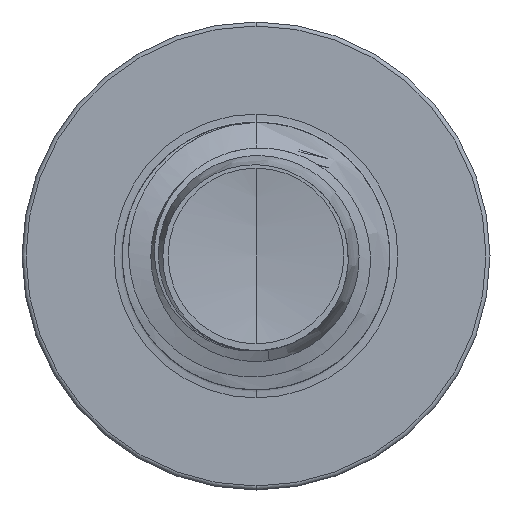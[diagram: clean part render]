
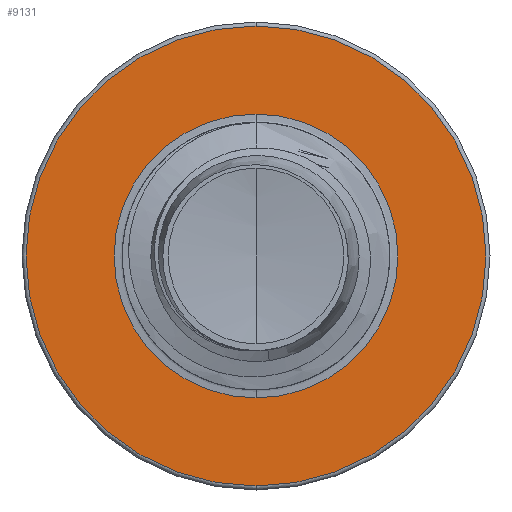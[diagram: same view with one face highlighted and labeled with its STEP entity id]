
A CAD part, front view. The second image highlights one B-rep face of the part: STEP entity #9131.
In plain terms, the highlighted planar face has unit normal (0, -1, 0).
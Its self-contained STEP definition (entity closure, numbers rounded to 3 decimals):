
#770 = AXIS2_PLACEMENT_3D ( 'NONE', #25054, #7171, #28046 ) ;
#4754 = CIRCLE ( 'NONE', #12991, 5.16 ) ;
#5284 = DIRECTION ( 'NONE',  ( 0., 0., 1. ) ) ;
#5503 = ORIENTED_EDGE ( 'NONE', *, *, #15071, .F. ) ;
#7171 = DIRECTION ( 'NONE',  ( 0., 1., 0. ) ) ;
#7709 = VERTEX_POINT ( 'NONE', #10701 ) ;
#7891 = EDGE_CURVE ( 'NONE', #8580, #16624, #4754, .T. ) ;
#8580 = VERTEX_POINT ( 'NONE', #12131 ) ;
#9131 = ADVANCED_FACE ( 'NONE', ( #22065, #15084 ), #26053, .F. ) ;
#9659 = CARTESIAN_POINT ( 'NONE',  ( 0., 22.5, -5.16 ) ) ;
#10647 = CIRCLE ( 'NONE', #770, 3.186 ) ;
#10701 = CARTESIAN_POINT ( 'NONE',  ( 0., 22.5, 3.186 ) ) ;
#11920 = EDGE_LOOP ( 'NONE', ( #26987, #5503 ) ) ;
#12131 = CARTESIAN_POINT ( 'NONE',  ( 0., 22.5, 5.16 ) ) ;
#12991 = AXIS2_PLACEMENT_3D ( 'NONE', #17001, #37293, #19964 ) ;
#14271 = AXIS2_PLACEMENT_3D ( 'NONE', #29013, #23216, #5284 ) ;
#14846 = CARTESIAN_POINT ( 'NONE',  ( 0., 22.5, 0. ) ) ;
#15071 = EDGE_CURVE ( 'NONE', #16624, #8580, #20618, .T. ) ;
#15084 = FACE_BOUND ( 'NONE', #28688, .T. ) ;
#16599 = CARTESIAN_POINT ( 'NONE',  ( 0., 22.5, 0. ) ) ;
#16624 = VERTEX_POINT ( 'NONE', #9659 ) ;
#17001 = CARTESIAN_POINT ( 'NONE',  ( 0., 22.5, 0. ) ) ;
#17092 = EDGE_CURVE ( 'NONE', #7709, #17456, #28934, .T. ) ;
#17456 = VERTEX_POINT ( 'NONE', #26453 ) ;
#17860 = DIRECTION ( 'NONE',  ( 0., 0., 1. ) ) ;
#19571 = DIRECTION ( 'NONE',  ( 0., 0., 1. ) ) ;
#19964 = DIRECTION ( 'NONE',  ( 0., 0., 1. ) ) ;
#20618 = CIRCLE ( 'NONE', #29229, 5.16 ) ;
#22065 = FACE_OUTER_BOUND ( 'NONE', #11920, .T. ) ;
#23216 = DIRECTION ( 'NONE',  ( 0., 1., 0. ) ) ;
#25054 = CARTESIAN_POINT ( 'NONE',  ( 0., 22.5, 0. ) ) ;
#26053 = PLANE ( 'NONE',  #14271 ) ;
#26453 = CARTESIAN_POINT ( 'NONE',  ( 0., 22.5, -3.186 ) ) ;
#26987 = ORIENTED_EDGE ( 'NONE', *, *, #7891, .F. ) ;
#28046 = DIRECTION ( 'NONE',  ( 0., 0., 1. ) ) ;
#28688 = EDGE_LOOP ( 'NONE', ( #30474, #32532 ) ) ;
#28934 = CIRCLE ( 'NONE', #29730, 3.186 ) ;
#29013 = CARTESIAN_POINT ( 'NONE',  ( 0., 22.5, -3.186 ) ) ;
#29229 = AXIS2_PLACEMENT_3D ( 'NONE', #14846, #35257, #17860 ) ;
#29730 = AXIS2_PLACEMENT_3D ( 'NONE', #16599, #36921, #19571 ) ;
#30474 = ORIENTED_EDGE ( 'NONE', *, *, #17092, .T. ) ;
#31443 = EDGE_CURVE ( 'NONE', #17456, #7709, #10647, .T. ) ;
#32532 = ORIENTED_EDGE ( 'NONE', *, *, #31443, .T. ) ;
#35257 = DIRECTION ( 'NONE',  ( 0., 1., 0. ) ) ;
#36921 = DIRECTION ( 'NONE',  ( 0., 1., 0. ) ) ;
#37293 = DIRECTION ( 'NONE',  ( 0., 1., 0. ) ) ;
